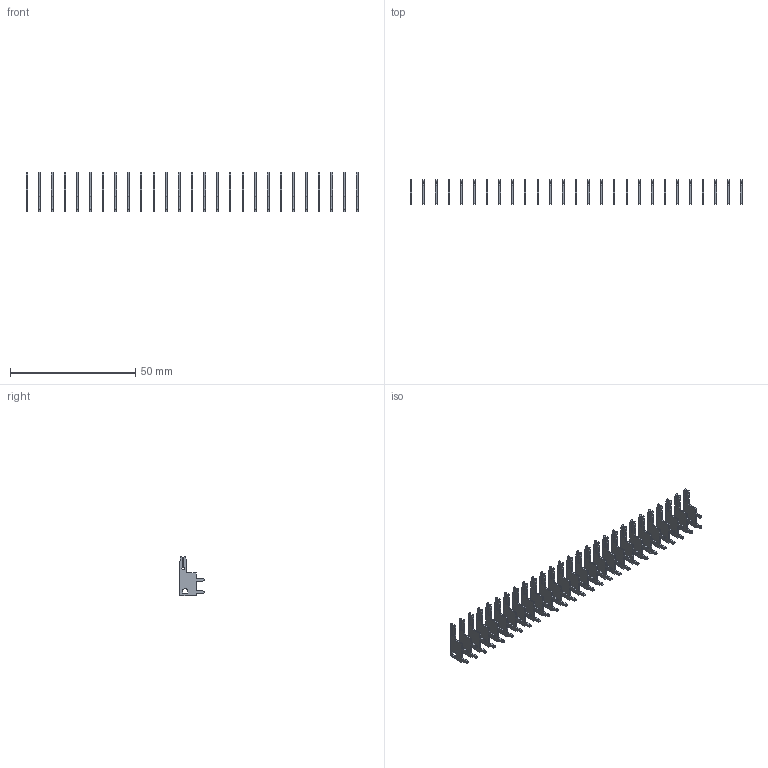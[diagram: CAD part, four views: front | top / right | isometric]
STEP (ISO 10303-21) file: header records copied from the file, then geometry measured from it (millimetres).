
FILE_DESCRIPTION (( 'STEP AP203' ), '1' );
FILE_NAME ('105-027-201-200.STEP', '2020-04-07T23:16:36', ( '' ), ( '' ), 'SwSTEP 2.0', 'SolidWorks 2016', '' );
FILE_SCHEMA (( 'CONFIG_CONTROL_DESIGN' ));
Length unit declared in the file: inch
Products named in the file (2): 100-290-001_100-290-201; 105-027-201-200
Assembly tree (27 placements, depth 2):
  105-027-201-200
    100-290-001_100-290-201  x27
Bounding box: 132.72 x 9.7 x 15.88 mm (x, y, z)
Volume: 1329.5 mm3; surface area: 5425.4 mm2
Topology: 27 solids, 27 shells, 945 faces, 2673 edges, 1782 vertices
Faces by surface type: plane 675, cylinder 270
Entity records: 2169 total; most frequent: DIRECTION 245, CARTESIAN_POINT 242, ORIENTED_EDGE 198, EDGE_CURVE 99, AXIS2_PLACEMENT_3D 85, VECTOR 75, LINE 75, VERTEX_POINT 66
